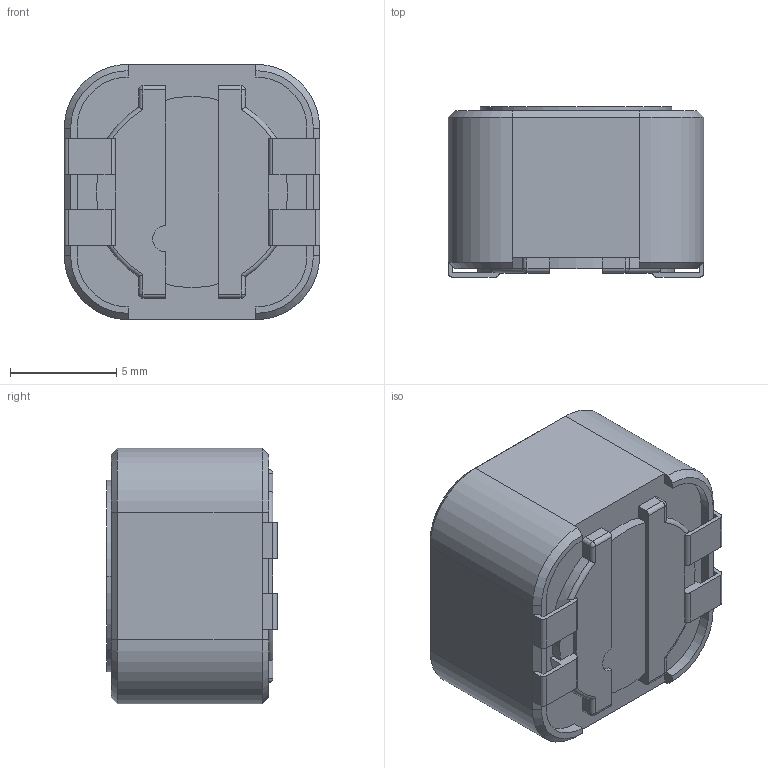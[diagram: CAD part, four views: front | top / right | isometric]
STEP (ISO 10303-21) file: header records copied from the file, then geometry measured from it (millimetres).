
FILE_DESCRIPTION (( 'STEP AP214' ), '1' );
FILE_NAME ('CDRH127_LDNP-470MC.STEP', '2021-03-03T21:43:06', ( '' ), ( '' ), 'SwSTEP 2.0', 'SolidWorks 2017', '' );
FILE_SCHEMA (( 'AUTOMOTIVE_DESIGN' ));
Length unit declared in the file: millimetre
Products named in the file (1): CDRH127_LDNP-470MC
Bounding box: 12 x 8 x 12 mm (x, y, z)
Volume: 997.6 mm3; surface area: 789.7 mm2
Topology: 3 solids, 3 shells, 151 faces, 383 edges, 237 vertices
Faces by surface type: plane 72, cylinder 52, cone 19, torus 4, sphere 4
Entity records: 4568 total; most frequent: CARTESIAN_POINT 832, DIRECTION 794, ORIENTED_EDGE 758, EDGE_CURVE 379, AXIS2_PLACEMENT_3D 279, VERTEX_POINT 237, LINE 236, VECTOR 236
